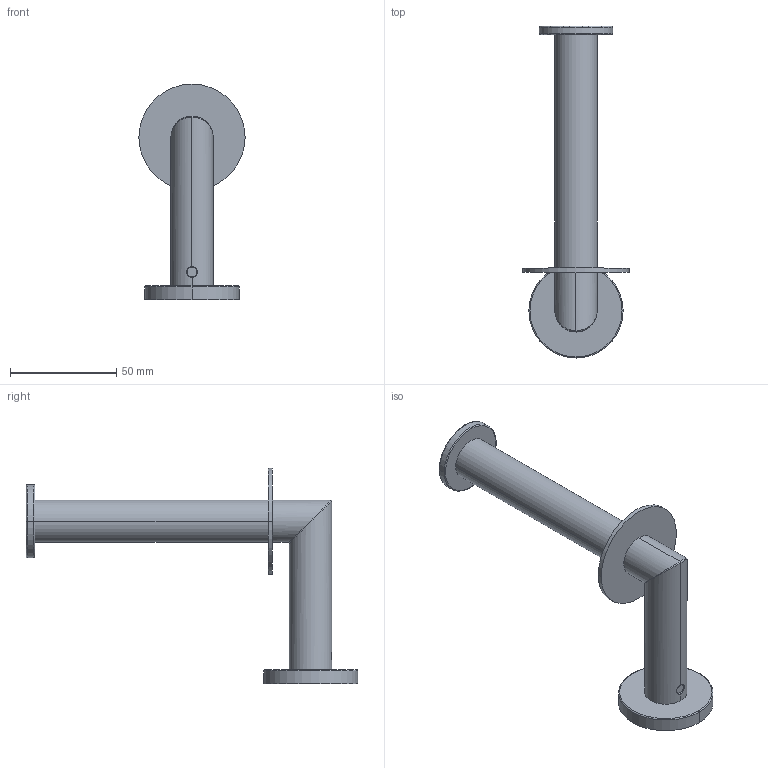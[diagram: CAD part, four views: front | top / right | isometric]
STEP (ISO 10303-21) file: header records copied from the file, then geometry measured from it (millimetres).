
FILE_DESCRIPTION((''),'2;1');
FILE_NAME('4607_WEB','2010-12-20T',('project'),(''),'PRO/ENGINEER BY PARAMETRIC TECHNOLOGY CORPORATION, 2009300','PRO/ENGINEER BY PARAMETRIC TECHNOLOGY CORPORATION, 2009300','');
FILE_SCHEMA(('CONFIG_CONTROL_DESIGN'));
Length unit declared in the file: inch
Products named in the file (1): 4607_WEB
Bounding box: 50.04 x 156.29 x 101.63 mm (x, y, z)
Surface area: 23011.2 mm2 (no closed solid volume)
Topology: 0 solids, 7 shells, 35 faces, 99 edges, 71 vertices
Faces by surface type: cylinder 14, plane 8, torus 6, bspline 5, cone 2
Entity records: 2838 total; most frequent: CARTESIAN_POINT 1980, ORIENTED_EDGE 157, DIRECTION 156, EDGE_CURVE 99, VERTEX_POINT 71, AXIS2_PLACEMENT_3D 69, B_SPLINE_CURVE_WITH_KNOTS 42, CIRCLE 39
